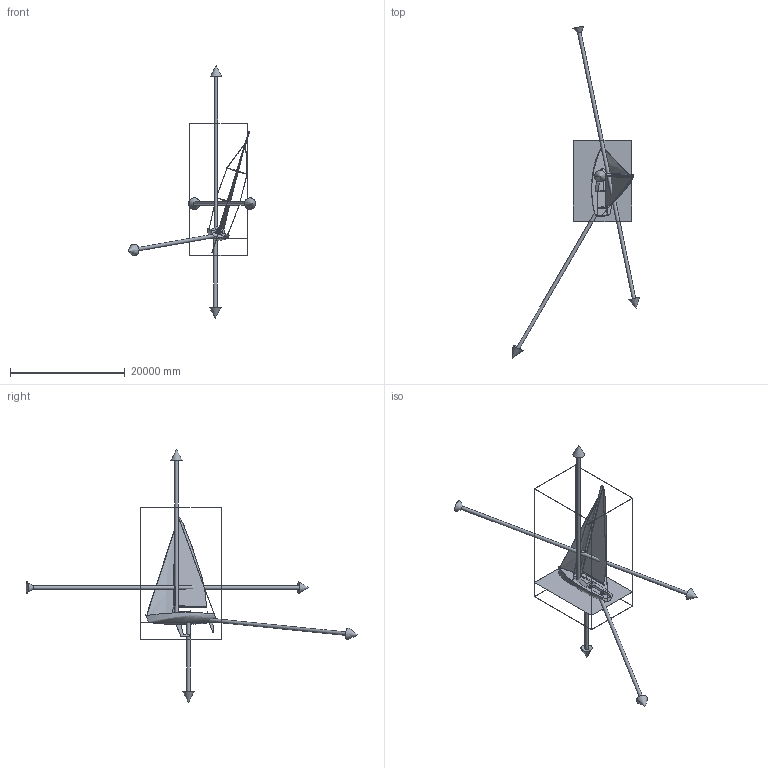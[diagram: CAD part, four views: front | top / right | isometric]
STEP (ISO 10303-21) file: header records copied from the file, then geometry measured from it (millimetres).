
FILE_DESCRIPTION(('FreeCAD Model'),'2;1');
FILE_NAME('Open CASCADE Shape Model','2025-05-05T17:01:51',('FreeCAD'),( 'FreeCAD'),'Open CASCADE STEP processor 7.6','FreeCAD','Unknown');
FILE_SCHEMA(('AUTOMOTIVE_DESIGN { 1 0 10303 214 1 1 1 1 }'));
Length unit declared in the file: millimetre
Products named in the file (1): Open CASCADE STEP translator 7.6 1
Bounding box: 22181.34 x 57804.96 x 44119.8 mm (x, y, z)
Volume: 84542568243 mm3; surface area: 928157770.2 mm2
Topology: 21 solids, 21 shells, 463 faces, 1222 edges, 790 vertices
Faces by surface type: plane 284, cylinder 121, bspline 41, cone 10, torus 7
Full cylindrical faces by diameter (mm): 15 x2, 20 x6, 60 x1, 600 x4
Entity records: 18568 total; most frequent: CARTESIAN_POINT 7229, ORIENTED_EDGE 2406, DIRECTION 2242, EDGE_CURVE 1203, VERTEX_POINT 790, AXIS2_PLACEMENT_3D 767, LINE 708, VECTOR 708
